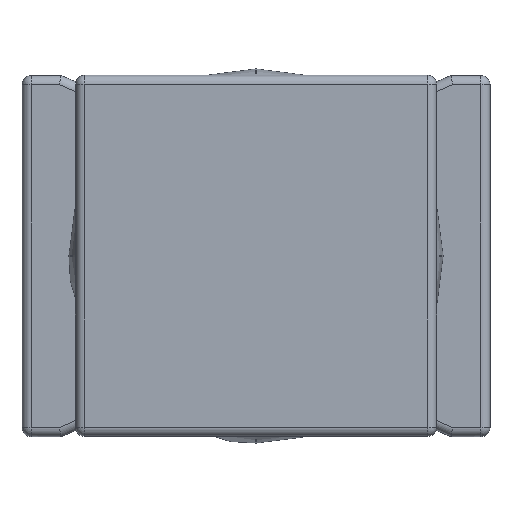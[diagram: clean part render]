
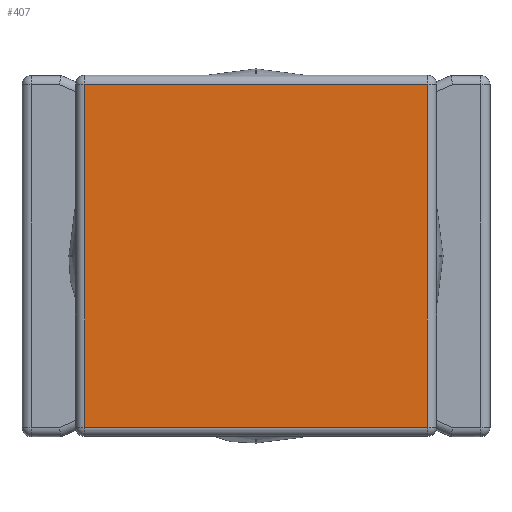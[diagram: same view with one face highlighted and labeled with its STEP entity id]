
A CAD part, top view. The second image highlights one B-rep face of the part: STEP entity #407.
In plain terms, the highlighted planar face has unit normal (0, 0, 1).
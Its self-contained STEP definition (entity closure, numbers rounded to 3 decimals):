
#407=ADVANCED_FACE('',(#2332),#2334,.T.);
#2332=FACE_BOUND('',#2333,.T.);
#2333=EDGE_LOOP('',(#3728,#3729,#3730,#3731));
#2334=PLANE('',#2335);
#2335=AXIS2_PLACEMENT_3D('',#2336,#2337,#2338);
#2336=CARTESIAN_POINT('',(0.,0.,1.7));
#2337=DIRECTION('',(0.,0.,1.));
#2338=DIRECTION('',(1.,0.,0.));
#3728=ORIENTED_EDGE('',*,*,#4446,.T.);
#3729=ORIENTED_EDGE('',*,*,#4447,.T.);
#3730=ORIENTED_EDGE('',*,*,#4448,.T.);
#3731=ORIENTED_EDGE('',*,*,#4449,.T.);
#4446=EDGE_CURVE('',#4926,#4927,#4928,.T.);
#4447=EDGE_CURVE('',#4927,#4929,#4930,.T.);
#4448=EDGE_CURVE('',#4929,#4931,#4932,.T.);
#4449=EDGE_CURVE('',#4931,#4926,#4933,.T.);
#4926=VERTEX_POINT('',#5834);
#4927=VERTEX_POINT('',#5835);
#4928=LINE('',#5836,#5837);
#4929=VERTEX_POINT('',#5839);
#4930=LINE('',#5840,#5841);
#4931=VERTEX_POINT('',#5843);
#4932=LINE('',#5844,#5845);
#4933=LINE('',#5847,#5848);
#5834=CARTESIAN_POINT('',(-1.283,1.283,1.7));
#5835=CARTESIAN_POINT('',(-1.283,-1.283,1.7));
#5836=CARTESIAN_POINT('',(-1.283,1.283,1.7));
#5837=VECTOR('',#5838,1.);
#5838=DIRECTION('',(0.,-1.,0.));
#5839=CARTESIAN_POINT('',(1.283,-1.283,1.7));
#5840=CARTESIAN_POINT('',(-1.283,-1.283,1.7));
#5841=VECTOR('',#5842,1.);
#5842=DIRECTION('',(1.,0.,0.));
#5843=CARTESIAN_POINT('',(1.283,1.283,1.7));
#5844=CARTESIAN_POINT('',(1.283,-1.283,1.7));
#5845=VECTOR('',#5846,1.);
#5846=DIRECTION('',(0.,1.,0.));
#5847=CARTESIAN_POINT('',(1.283,1.283,1.7));
#5848=VECTOR('',#5849,1.);
#5849=DIRECTION('',(-1.,0.,0.));
